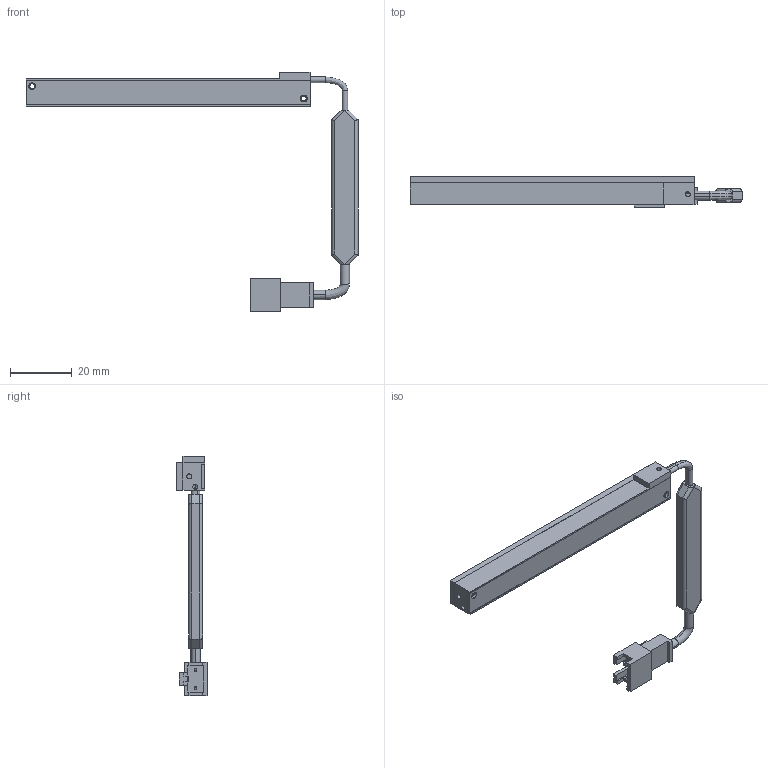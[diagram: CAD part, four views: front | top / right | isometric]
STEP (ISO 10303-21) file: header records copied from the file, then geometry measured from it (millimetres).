
FILE_DESCRIPTION (( 'STEP AP214' ), '1' );
FILE_NAME ('LBM-00-080-1-X-24V ASSEMBLY.STEP', '2022-06-02T01:21:41', ( '' ), ( '' ), 'SwSTEP 2.0', 'SolidWorks 2021', '' );
FILE_SCHEMA (( 'AUTOMOTIVE_DESIGN' ));
Length unit declared in the file: millimetre
Products named in the file (10): THIN CABLE; 3528 LED LENS; LBRM-00-080-1-X-24V-02 DIFFUSER; LBRM-00-080-1-X-24V-01 CASING UPDATE; 24V CONNECTER; PCB_LBRM-080-1; CABLE 3MM; LBRM-00-080-1-X-24V PCB BOARD UPDATE; LBM-00-080-1-X-24V ASSEMBLY; LBM RESISTOR ASSEMBLY
Assembly tree (32 placements, depth 3):
  LBM-00-080-1-X-24V ASSEMBLY
    LBRM-00-080-1-X-24V-01 CASING UPDATE
    PCB_LBRM-080-1
      LBRM-00-080-1-X-24V PCB BOARD UPDATE
      3528 LED LENS  x24
    24V CONNECTER
    LBRM-00-080-1-X-24V-02 DIFFUSER
    CABLE 3MM
    LBM RESISTOR ASSEMBLY
    THIN CABLE
Bounding box: 107.54 x 9.85 x 77.51 mm (x, y, z)
Volume: 8066.4 mm3; surface area: 11556.2 mm2
Topology: 31 solids, 31 shells, 952 faces, 2501 edges, 1632 vertices
Faces by surface type: plane 790, cylinder 100, sphere 48, bspline 10, cone 4
Entity records: 8243 total; most frequent: CARTESIAN_POINT 1856, ORIENTED_EDGE 1122, DIRECTION 1078, EDGE_CURVE 561, LINE 424, VECTOR 424, VERTEX_POINT 365, AXIS2_PLACEMENT_3D 327
